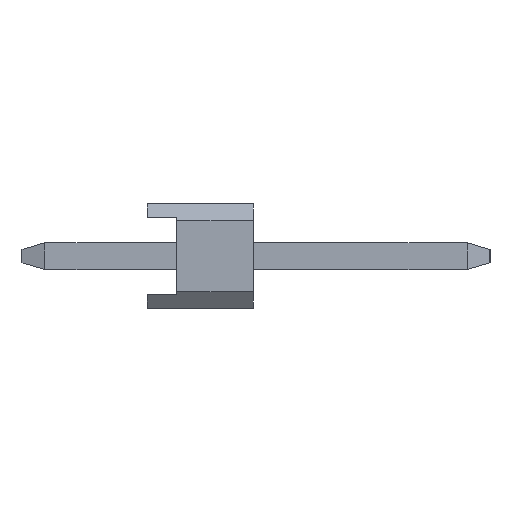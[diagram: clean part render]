
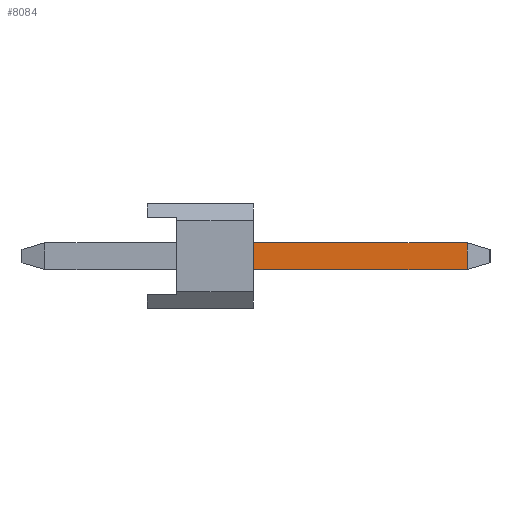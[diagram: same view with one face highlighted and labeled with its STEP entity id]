
A CAD part, left-side view. The second image highlights one B-rep face of the part: STEP entity #8084.
In plain terms, the highlighted planar face has unit normal (-1, 0, 0).
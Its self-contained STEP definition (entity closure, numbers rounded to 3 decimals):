
#4910=VERTEX_POINT('',#13020);
#6694=VERTEX_POINT('',#14990);
#7030=EDGE_CURVE('',#4910,#6694,#15365,.T.);
#7800=EDGE_CURVE('',#9268,#4910,#16215,.T.);
#8040=EDGE_CURVE('',#6694,#8610,#16478,.T.);
#8084=ADVANCED_FACE('',(#16528),#16529,.T.);
#8610=VERTEX_POINT('',#17134);
#9268=VERTEX_POINT('',#17839);
#10968=EDGE_CURVE('',#8610,#9268,#19702,.T.);
#13020=CARTESIAN_POINT('',(-32.07,-7.654,0.32));
#14990=CARTESIAN_POINT('',(-32.07,-7.654,-0.32));
#15365=LINE('',#25651,#25652);
#16215=LINE('',#26899,#26900);
#16478=LINE('',#27280,#27281);
#16528=FACE_OUTER_BOUND('',#27347,.T.);
#16529=PLANE('',#27348);
#17134=CARTESIAN_POINT('',(-32.07,-2.54,-0.32));
#17839=CARTESIAN_POINT('',(-32.07,-2.54,0.32));
#19702=LINE('',#31948,#31949);
#25651=CARTESIAN_POINT('',(-32.07,-7.654,0.5));
#25652=VECTOR('',#37159,1.0);
#26899=CARTESIAN_POINT('',(-32.07,-2.6,0.32));
#26900=VECTOR('',#38024,1.0);
#27280=CARTESIAN_POINT('',(-32.07,2.454,-0.32));
#27281=VECTOR('',#38279,1.0);
#27347=EDGE_LOOP('',(#38339,#38340,#38341,#38342));
#27348=AXIS2_PLACEMENT_3D('',#38343,#38344,#38345);
#31948=CARTESIAN_POINT('',(-32.07,-2.54,0.252));
#31949=VECTOR('',#41535,1.0);
#37159=DIRECTION('',(0.0,0.,-1.0));
#38024=DIRECTION('',(0.,-1.0,0.));
#38279=DIRECTION('',(0.,1.0,0.));
#38339=ORIENTED_EDGE('',*,*,#10968,.F.);
#38340=ORIENTED_EDGE('',*,*,#8040,.F.);
#38341=ORIENTED_EDGE('',*,*,#7030,.F.);
#38342=ORIENTED_EDGE('',*,*,#7800,.F.);
#38343=CARTESIAN_POINT('',(-32.07,2.454,0.5));
#38344=DIRECTION('',(-1.0,0.,0.));
#38345=DIRECTION('',(0.,1.0,0.));
#41535=DIRECTION('',(0.,0.,1.0));
